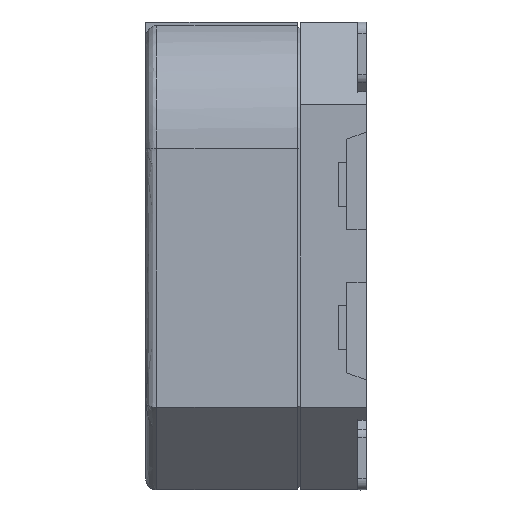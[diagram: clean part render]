
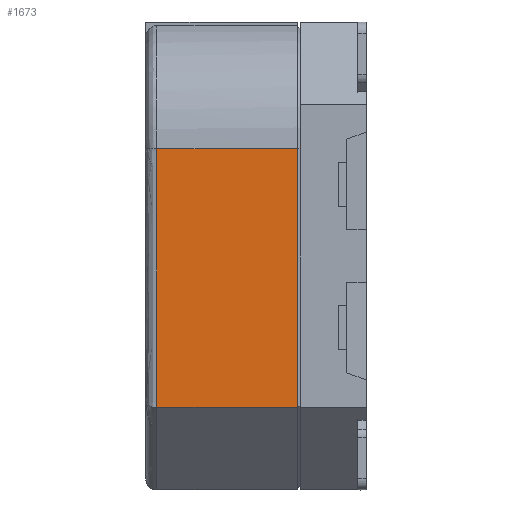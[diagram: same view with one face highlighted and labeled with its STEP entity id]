
A CAD part, left-side view. The second image highlights one B-rep face of the part: STEP entity #1673.
In plain terms, the highlighted free-form (B-spline) face has degree [1, 1] with [2, 2] control points.
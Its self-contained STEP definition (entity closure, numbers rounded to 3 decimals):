
#1366=CARTESIAN_POINT('',(13.092,3.8,7.15));
#1367=VERTEX_POINT('',#1366);
#1496=CARTESIAN_POINT('',(13.092,3.8,2.45));
#1497=VERTEX_POINT('',#1496);
#1513=CARTESIAN_POINT('',(13.092,3.8,7.15));
#1514=CARTESIAN_POINT('',(13.092,3.8,2.45));
#1515=QUASI_UNIFORM_CURVE('',1,(#1513,#1514),.UNSPECIFIED.,.F.,.U.);
#1516=EDGE_CURVE('',#1367,#1497,#1515,.T.);
#1627=CARTESIAN_POINT('',(13.092,1.25,7.15));
#1628=VERTEX_POINT('',#1627);
#1629=CARTESIAN_POINT('',(13.092,1.25,7.15));
#1630=CARTESIAN_POINT('',(13.092,3.8,7.15));
#1631=QUASI_UNIFORM_CURVE('',1,(#1629,#1630),.UNSPECIFIED.,.F.,.U.);
#1632=EDGE_CURVE('',#1628,#1367,#1631,.T.);
#1652=CARTESIAN_POINT('',(13.092,4.055,7.62));
#1653=CARTESIAN_POINT('',(13.092,4.055,1.98));
#1654=CARTESIAN_POINT('',(13.092,0.995,7.62));
#1655=CARTESIAN_POINT('',(13.092,0.995,1.98));
#1656=B_SPLINE_SURFACE_WITH_KNOTS('',1,1,((#1652,#1654),(#1653,#1655)),.UNSPECIFIED.,.F.,.F.,.U.,(2,2),(2,2),(0.0,5.64),(0.0,3.06),.UNSPECIFIED.);
#1657=ORIENTED_EDGE('',*,*,#1632,.T.);
#1658=ORIENTED_EDGE('',*,*,#1516,.T.);
#1659=CARTESIAN_POINT('',(13.092,1.25,2.45));
#1660=VERTEX_POINT('',#1659);
#1661=CARTESIAN_POINT('',(13.092,1.25,2.45));
#1662=CARTESIAN_POINT('',(13.092,3.8,2.45));
#1663=QUASI_UNIFORM_CURVE('',1,(#1661,#1662),.UNSPECIFIED.,.F.,.U.);
#1664=EDGE_CURVE('',#1660,#1497,#1663,.T.);
#1665=ORIENTED_EDGE('',*,*,#1664,.F.);
#1666=CARTESIAN_POINT('',(13.092,1.25,2.45));
#1667=CARTESIAN_POINT('',(13.092,1.25,7.15));
#1668=QUASI_UNIFORM_CURVE('',1,(#1666,#1667),.UNSPECIFIED.,.F.,.U.);
#1669=EDGE_CURVE('',#1660,#1628,#1668,.T.);
#1670=ORIENTED_EDGE('',*,*,#1669,.T.);
#1671=EDGE_LOOP('',(#1657,#1658,#1665,#1670));
#1672=FACE_OUTER_BOUND('',#1671,.T.);
#1673=ADVANCED_FACE('MLT-03_case_GC',(#1672),#1656,.T.);
